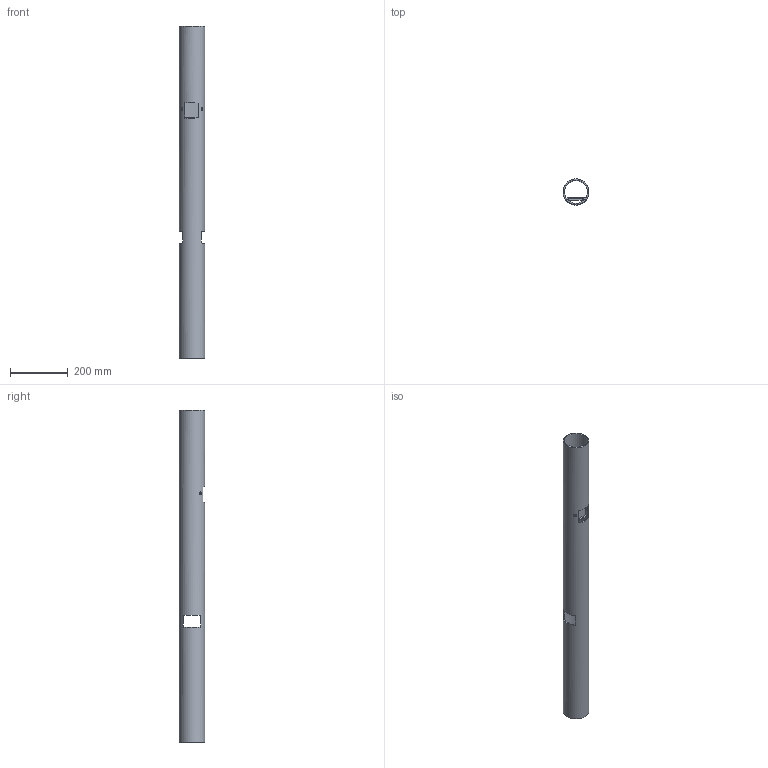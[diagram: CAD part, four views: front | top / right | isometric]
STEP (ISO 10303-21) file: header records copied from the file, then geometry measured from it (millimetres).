
FILE_DESCRIPTION(/* description */ (''),/* implementation_level */ '2;1');
FILE_NAME(/* name */ 'StolpeReflektor.step',/* time_stamp */ '2022-03-18T09:47:04+01:00',/* author */ (''),/* organization */ (''),/* preprocessor_version */ 'ST-DEVELOPER v18.1',/* originating_system */ 'Autodesk Translation Framework v10.13.0.1454',/* authorisation */ '');
FILE_SCHEMA (('AUTOMOTIVE_DESIGN { 1 0 10303 214 3 1 1 }'));
Length unit declared in the file: millimetre
Products named in the file (2): Pillar w/high_reflector; Pole - 700MM v3 v1
Assembly tree (1 placements, depth 2):
  Pillar w/high_reflector
    Pole - 700MM v3 v1
Bounding box: 88.9 x 88.9 x 1150 mm (x, y, z)
Volume: 1201454.3 mm3; surface area: 610395.9 mm2
Topology: 2 solids, 2 shells, 77 faces, 222 edges, 149 vertices
Faces by surface type: plane 47, cylinder 24, cone 6
Full cylindrical faces by diameter (mm): 4.4 x2, 5 x4, 80.9 x1, 88.9 x1
Entity records: 3018 total; most frequent: CARTESIAN_POINT 921, ORIENTED_EDGE 444, DIRECTION 394, EDGE_CURVE 222, VERTEX_POINT 149, AXIS2_PLACEMENT_3D 134, LINE 126, VECTOR 126
